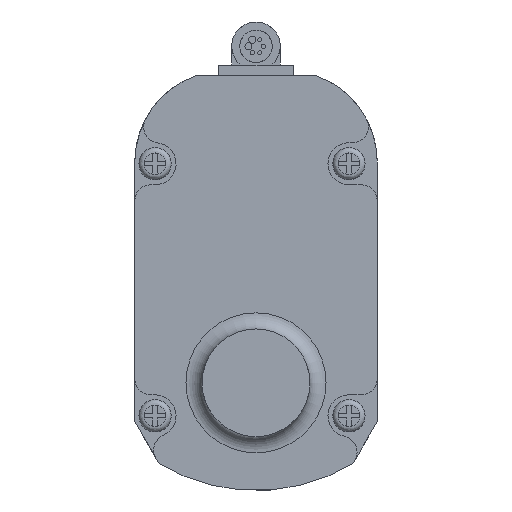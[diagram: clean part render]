
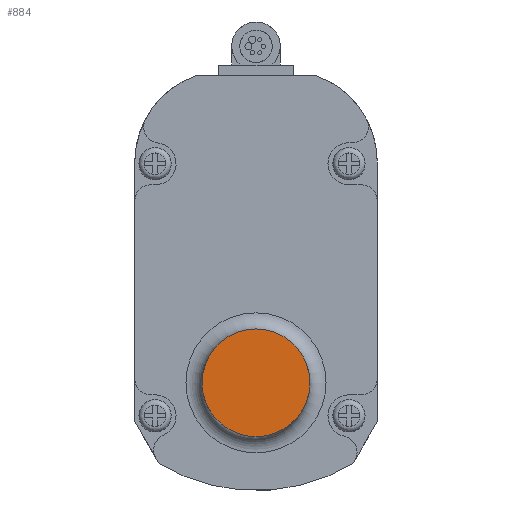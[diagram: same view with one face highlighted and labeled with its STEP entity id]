
A CAD part, left-side view. The second image highlights one B-rep face of the part: STEP entity #884.
In plain terms, the highlighted planar face has unit normal (-1, 0, 0).
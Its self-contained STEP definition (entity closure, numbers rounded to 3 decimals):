
#884 = ADVANCED_FACE( '', ( #1850 ), #1851, .F. );
#1850 = FACE_OUTER_BOUND( '', #3142, .T. );
#1851 = PLANE( '', #3143 );
#3142 = EDGE_LOOP( '', ( #5442 ) );
#3143 = AXIS2_PLACEMENT_3D( '', #5443, #5444, #5445 );
#5442 = ORIENTED_EDGE( '', *, *, #7042, .F. );
#5443 = CARTESIAN_POINT( '', ( -42.5, 0., -16.897 ) );
#5444 = DIRECTION( '', ( 1., 0., 0. ) );
#5445 = DIRECTION( '', ( 0., 0., -1. ) );
#7042 = EDGE_CURVE( '', #8613, #8613, #8614, .T. );
#8613 = VERTEX_POINT( '', #11229 );
#8614 = CIRCLE( '', #11230, 10. );
#11229 = CARTESIAN_POINT( '', ( -42.5, -10., -16.897 ) );
#11230 = AXIS2_PLACEMENT_3D( '', #12351, #12352, #12353 );
#12351 = CARTESIAN_POINT( '', ( -42.5, 0., -16.897 ) );
#12352 = DIRECTION( '', ( 1., 0., 0. ) );
#12353 = DIRECTION( '', ( 0., -1., 0. ) );
